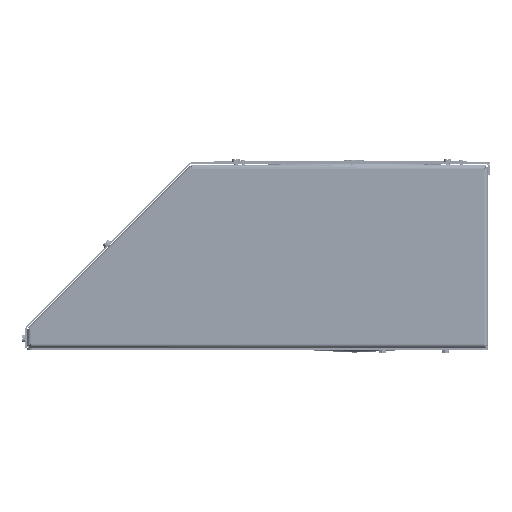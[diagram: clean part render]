
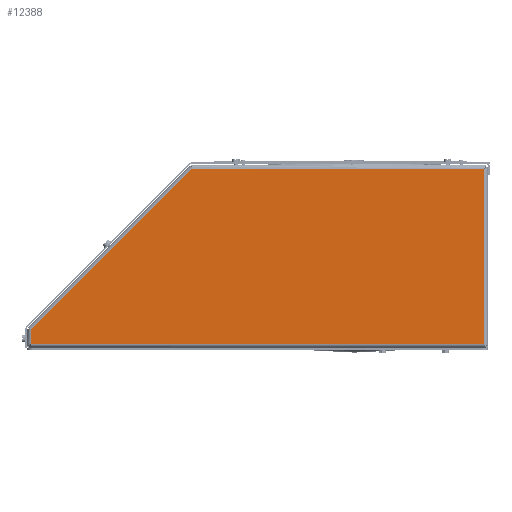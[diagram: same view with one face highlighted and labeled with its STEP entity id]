
A CAD part, left-side view. The second image highlights one B-rep face of the part: STEP entity #12388.
In plain terms, the highlighted planar face has unit normal (-1, 0, 0).
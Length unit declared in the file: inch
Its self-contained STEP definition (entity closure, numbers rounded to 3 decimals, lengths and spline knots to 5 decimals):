
#10983 = ORIENTED_EDGE ( 'NONE', *, *, #396560, .T. ) ;
#11285 = DIRECTION ( 'NONE',  ( 0., 0., -1. ) ) ;
#12388 = ADVANCED_FACE ( 'NONE', ( #498345 ), #139155, .F. ) ;
#22079 = EDGE_CURVE ( 'NONE', #226924, #277321, #200298, .T. ) ;
#32880 = CARTESIAN_POINT ( 'NONE',  ( -38.3775, 6.8153, 1.54512 ) ) ;
#35666 = ORIENTED_EDGE ( 'NONE', *, *, #22079, .T. ) ;
#36990 = LINE ( 'NONE', #429976, #221445 ) ;
#39841 = CARTESIAN_POINT ( 'NONE',  ( -38.3775, -3.0753, 5.3253 ) ) ;
#46968 = CARTESIAN_POINT ( 'NONE',  ( -38.3775, 9.68324, 5.3253 ) ) ;
#50991 = ORIENTED_EDGE ( 'NONE', *, *, #262173, .T. ) ;
#81771 = DIRECTION ( 'NONE',  ( 0., 0.707, -0.707 ) ) ;
#81993 = LINE ( 'NONE', #236731, #245109 ) ;
#139155 = PLANE ( 'NONE',  #207412 ) ;
#142440 = EDGE_CURVE ( 'NONE', #277321, #171056, #241673, .T. ) ;
#149299 = DIRECTION ( 'NONE',  ( 1., 0., 0. ) ) ;
#155049 = VECTOR ( 'NONE', #81771, 39.37008 ) ;
#171056 = VERTEX_POINT ( 'NONE', #390450 ) ;
#171416 = EDGE_LOOP ( 'NONE', ( #10983, #367314, #50991, #35666, #193945 ) ) ;
#179464 = VERTEX_POINT ( 'NONE', #364887 ) ;
#193575 = VECTOR ( 'NONE', #428202, 39.37008 ) ;
#193945 = ORIENTED_EDGE ( 'NONE', *, *, #142440, .T. ) ;
#195475 = DIRECTION ( 'NONE',  ( 0., 0., -1. ) ) ;
#200298 = LINE ( 'NONE', #505765, #193575 ) ;
#207412 = AXIS2_PLACEMENT_3D ( 'NONE', #32880, #149299, #195475 ) ;
#221445 = VECTOR ( 'NONE', #471303, 39.37008 ) ;
#225148 = CARTESIAN_POINT ( 'NONE',  ( -38.3775, -3.0753, -2.3253 ) ) ;
#226924 = VERTEX_POINT ( 'NONE', #39841 ) ;
#236731 = CARTESIAN_POINT ( 'NONE',  ( -38.3775, 117.5336, -2.3253 ) ) ;
#241673 = LINE ( 'NONE', #316893, #155049 ) ;
#245109 = VECTOR ( 'NONE', #436126, 39.37008 ) ;
#262173 = EDGE_CURVE ( 'NONE', #410763, #226924, #36990, .T. ) ;
#277321 = VERTEX_POINT ( 'NONE', #46968 ) ;
#316893 = CARTESIAN_POINT ( 'NONE',  ( -38.3775, -61.54035, 76.54889 ) ) ;
#318931 = LINE ( 'NONE', #476732, #476538 ) ;
#329941 = EDGE_CURVE ( 'NONE', #179464, #410763, #81993, .T. ) ;
#364887 = CARTESIAN_POINT ( 'NONE',  ( -38.3775, 16.7059, -2.3253 ) ) ;
#367314 = ORIENTED_EDGE ( 'NONE', *, *, #329941, .T. ) ;
#390450 = CARTESIAN_POINT ( 'NONE',  ( -38.3775, 16.7059, -1.69736 ) ) ;
#396560 = EDGE_CURVE ( 'NONE', #171056, #179464, #318931, .T. ) ;
#410763 = VERTEX_POINT ( 'NONE', #225148 ) ;
#428202 = DIRECTION ( 'NONE',  ( 0., 1., 0. ) ) ;
#429976 = CARTESIAN_POINT ( 'NONE',  ( -38.3775, -3.0753, -103.153 ) ) ;
#436126 = DIRECTION ( 'NONE',  ( 0., -1., 0. ) ) ;
#471303 = DIRECTION ( 'NONE',  ( 0., 0., 1. ) ) ;
#476538 = VECTOR ( 'NONE', #11285, 39.37008 ) ;
#476732 = CARTESIAN_POINT ( 'NONE',  ( -38.3775, 16.7059, 99.028 ) ) ;
#498345 = FACE_OUTER_BOUND ( 'NONE', #171416, .T. ) ;
#505765 = CARTESIAN_POINT ( 'NONE',  ( -38.3775, -103.903, 5.3253 ) ) ;
